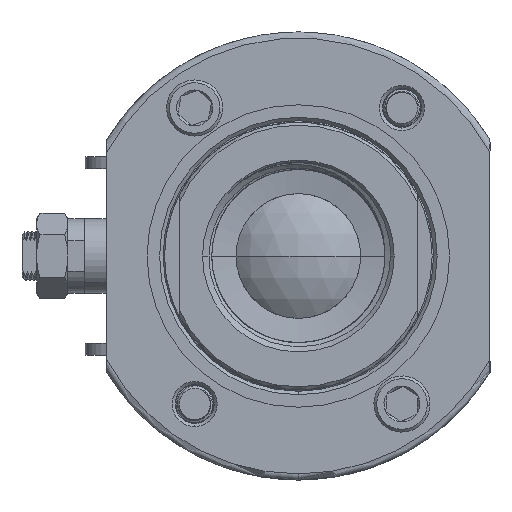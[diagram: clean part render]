
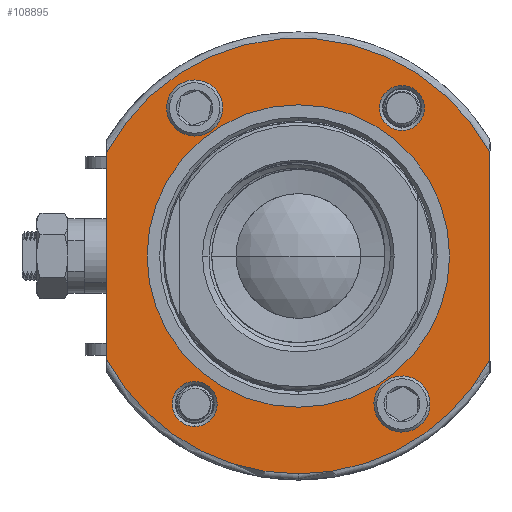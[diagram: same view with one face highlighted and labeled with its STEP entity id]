
A CAD part, left-side view. The second image highlights one B-rep face of the part: STEP entity #108895.
In plain terms, the highlighted planar face has unit normal (-1, 0, 0).
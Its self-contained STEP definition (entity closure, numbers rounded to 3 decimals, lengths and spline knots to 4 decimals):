
#1043 = DIRECTION ( 'NONE',  ( 0., 0., 1. ) ) ;
#1141 = EDGE_LOOP ( 'NONE', ( #36034, #54279 ) ) ;
#1173 = DIRECTION ( 'NONE',  ( 1., 0., 0. ) ) ;
#1187 = VECTOR ( 'NONE', #1043, 39.3701 ) ;
#3457 = CARTESIAN_POINT ( 'NONE',  ( -1.755, -1.0382, -1.2574 ) ) ;
#5131 = DIRECTION ( 'NONE',  ( 0., 0., -1. ) ) ;
#5631 = CARTESIAN_POINT ( 'NONE',  ( -1.755, 1.92, 1.3664 ) ) ;
#8441 = VERTEX_POINT ( 'NONE', #133749 ) ;
#9371 = DIRECTION ( 'NONE',  ( 1., 0., 0. ) ) ;
#10705 = ORIENTED_EDGE ( 'NONE', *, *, #86367, .T. ) ;
#11538 = CARTESIAN_POINT ( 'NONE',  ( -1.755, 1.0382, -1.2574 ) ) ;
#12668 = VERTEX_POINT ( 'NONE', #3457 ) ;
#13817 = FACE_BOUND ( 'NONE', #1141, .T. ) ;
#13996 = CARTESIAN_POINT ( 'NONE',  ( -1.755, -1.0382, 1.2574 ) ) ;
#14112 = CARTESIAN_POINT ( 'NONE',  ( -1.755, 1.0382, -1.708 ) ) ;
#17614 = ORIENTED_EDGE ( 'NONE', *, *, #75795, .T. ) ;
#18885 = ORIENTED_EDGE ( 'NONE', *, *, #53980, .T. ) ;
#19470 = CARTESIAN_POINT ( 'NONE',  ( -1.755, 0., 0. ) ) ;
#19877 = EDGE_CURVE ( 'NONE', #87656, #45323, #137545, .T. ) ;
#20276 = EDGE_CURVE ( 'NONE', #41092, #30287, #65285, .T. ) ;
#20488 = ORIENTED_EDGE ( 'NONE', *, *, #60492, .F. ) ;
#25450 = VERTEX_POINT ( 'NONE', #78830 ) ;
#26322 = ORIENTED_EDGE ( 'NONE', *, *, #105382, .T. ) ;
#26490 = DIRECTION ( 'NONE',  ( 1., 0., 0. ) ) ;
#27233 = VERTEX_POINT ( 'NONE', #117241 ) ;
#28303 = AXIS2_PLACEMENT_3D ( 'NONE', #128803, #62865, #139833 ) ;
#30131 = DIRECTION ( 'NONE',  ( -1., 0., 0. ) ) ;
#30287 = VERTEX_POINT ( 'NONE', #108650 ) ;
#30468 = LINE ( 'NONE', #55891, #1187 ) ;
#30549 = DIRECTION ( 'NONE',  ( 0., 0., -1. ) ) ;
#30976 = DIRECTION ( 'NONE',  ( -1., 0., 0. ) ) ;
#32384 = VERTEX_POINT ( 'NONE', #87284 ) ;
#33550 = EDGE_CURVE ( 'NONE', #32384, #37300, #64475, .T. ) ;
#36034 = ORIENTED_EDGE ( 'NONE', *, *, #64756, .T. ) ;
#36378 = DIRECTION ( 'NONE',  ( -1., 0., 0. ) ) ;
#36984 = DIRECTION ( 'NONE',  ( 1., 0., 0. ) ) ;
#37300 = VERTEX_POINT ( 'NONE', #91915 ) ;
#38852 = VERTEX_POINT ( 'NONE', #57342 ) ;
#40680 = AXIS2_PLACEMENT_3D ( 'NONE', #107512, #41538, #118555 ) ;
#40813 = EDGE_LOOP ( 'NONE', ( #104678, #65394 ) ) ;
#41092 = VERTEX_POINT ( 'NONE', #13996 ) ;
#41538 = DIRECTION ( 'NONE',  ( 1., 0., 0. ) ) ;
#42959 = CARTESIAN_POINT ( 'NONE',  ( -1.755, -1.0382, 1.4827 ) ) ;
#43115 = FACE_BOUND ( 'NONE', #99005, .T. ) ;
#45323 = VERTEX_POINT ( 'NONE', #14112 ) ;
#47445 = AXIS2_PLACEMENT_3D ( 'NONE', #102336, #36378, #113396 ) ;
#47747 = PLANE ( 'NONE',  #40680 ) ;
#51278 = CIRCLE ( 'NONE', #47445, 2.1825 ) ;
#52422 = CIRCLE ( 'NONE', #105844, 0.2253 ) ;
#53980 = EDGE_CURVE ( 'NONE', #123887, #86921, #51278, .T. ) ;
#54020 = DIRECTION ( 'NONE',  ( 0., 0., -1. ) ) ;
#54279 = ORIENTED_EDGE ( 'NONE', *, *, #92386, .T. ) ;
#54620 = EDGE_LOOP ( 'NONE', ( #107286, #20488 ) ) ;
#55891 = CARTESIAN_POINT ( 'NONE',  ( -1.755, -1.92, 1.3664 ) ) ;
#57342 = CARTESIAN_POINT ( 'NONE',  ( -1.755, 0., -1.515 ) ) ;
#57974 = CIRCLE ( 'NONE', #110074, 2.1825 ) ;
#58850 = EDGE_CURVE ( 'NONE', #86921, #109569, #30468, .T. ) ;
#59114 = CARTESIAN_POINT ( 'NONE',  ( -1.755, -1.92, 1.0377 ) ) ;
#60492 = EDGE_CURVE ( 'NONE', #38852, #8441, #95842, .T. ) ;
#61763 = CARTESIAN_POINT ( 'NONE',  ( -1.755, 1.0382, -1.4827 ) ) ;
#62381 = DIRECTION ( 'NONE',  ( -1., 0., 0. ) ) ;
#62865 = DIRECTION ( 'NONE',  ( 1., 0., 0. ) ) ;
#64475 = LINE ( 'NONE', #5631, #90297 ) ;
#64756 = EDGE_CURVE ( 'NONE', #105142, #27233, #52422, .T. ) ;
#65285 = CIRCLE ( 'NONE', #28303, 0.2253 ) ;
#65394 = ORIENTED_EDGE ( 'NONE', *, *, #142773, .T. ) ;
#67133 = CARTESIAN_POINT ( 'NONE',  ( -1.755, 1.0382, 1.4827 ) ) ;
#67158 = CIRCLE ( 'NONE', #106007, 0.2253 ) ;
#68055 = AXIS2_PLACEMENT_3D ( 'NONE', #19470, #96555, #30549 ) ;
#70253 = EDGE_CURVE ( 'NONE', #12668, #25450, #87754, .T. ) ;
#71086 = DIRECTION ( 'NONE',  ( 1., 0., 0. ) ) ;
#71583 = DIRECTION ( 'NONE',  ( 0., 0., -1. ) ) ;
#72874 = DIRECTION ( 'NONE',  ( 0., 0., -1. ) ) ;
#75087 = AXIS2_PLACEMENT_3D ( 'NONE', #128291, #62381, #139342 ) ;
#75236 = ORIENTED_EDGE ( 'NONE', *, *, #33550, .T. ) ;
#75341 = CARTESIAN_POINT ( 'NONE',  ( -1.755, 1.0382, 1.4827 ) ) ;
#75795 = EDGE_CURVE ( 'NONE', #109569, #32384, #57974, .T. ) ;
#77686 = EDGE_CURVE ( 'NONE', #25450, #12668, #83723, .T. ) ;
#78176 = DIRECTION ( 'NONE',  ( 0., 0., -1. ) ) ;
#78325 = AXIS2_PLACEMENT_3D ( 'NONE', #96136, #30131, #107178 ) ;
#78830 = CARTESIAN_POINT ( 'NONE',  ( -1.755, -1.0382, -1.708 ) ) ;
#79622 = ORIENTED_EDGE ( 'NONE', *, *, #58850, .T. ) ;
#81885 = CARTESIAN_POINT ( 'NONE',  ( -1.755, -1.92, -1.0377 ) ) ;
#82501 = CARTESIAN_POINT ( 'NONE',  ( -1.755, 1.0382, 1.708 ) ) ;
#83723 = CIRCLE ( 'NONE', #138644, 0.2253 ) ;
#84048 = CIRCLE ( 'NONE', #75087, 1.515 ) ;
#86367 = EDGE_CURVE ( 'NONE', #37300, #123887, #96913, .T. ) ;
#86422 = DIRECTION ( 'NONE',  ( 0., 0., -1. ) ) ;
#86921 = VERTEX_POINT ( 'NONE', #81885 ) ;
#86928 = AXIS2_PLACEMENT_3D ( 'NONE', #75341, #9371, #86422 ) ;
#87284 = CARTESIAN_POINT ( 'NONE',  ( -1.755, 1.92, 1.0377 ) ) ;
#87656 = VERTEX_POINT ( 'NONE', #11538 ) ;
#87754 = CIRCLE ( 'NONE', #137383, 0.2253 ) ;
#88951 = CIRCLE ( 'NONE', #86928, 0.2253 ) ;
#90297 = VECTOR ( 'NONE', #71583, 39.3701 ) ;
#91915 = CARTESIAN_POINT ( 'NONE',  ( -1.755, 1.92, -1.0377 ) ) ;
#92386 = EDGE_CURVE ( 'NONE', #27233, #105142, #88951, .T. ) ;
#92467 = CARTESIAN_POINT ( 'NONE',  ( -1.755, -1.0382, -1.4827 ) ) ;
#95842 = CIRCLE ( 'NONE', #78325, 1.515 ) ;
#96136 = CARTESIAN_POINT ( 'NONE',  ( -1.755, 0., 0. ) ) ;
#96555 = DIRECTION ( 'NONE',  ( -1., 0., 0. ) ) ;
#96566 = EDGE_LOOP ( 'NONE', ( #10705, #18885, #79622, #17614, #75236 ) ) ;
#96913 = CIRCLE ( 'NONE', #68055, 2.1825 ) ;
#96963 = CARTESIAN_POINT ( 'NONE',  ( -1.755, 0., 0. ) ) ;
#98283 = FACE_OUTER_BOUND ( 'NONE', #96566, .T. ) ;
#99005 = EDGE_LOOP ( 'NONE', ( #26322, #142400 ) ) ;
#101692 = FACE_BOUND ( 'NONE', #110371, .T. ) ;
#102336 = CARTESIAN_POINT ( 'NONE',  ( -1.755, 0., 0. ) ) ;
#102957 = CARTESIAN_POINT ( 'NONE',  ( -1.755, -1.0382, -1.4827 ) ) ;
#103516 = DIRECTION ( 'NONE',  ( 0., 0., -1. ) ) ;
#104198 = ORIENTED_EDGE ( 'NONE', *, *, #77686, .T. ) ;
#104678 = ORIENTED_EDGE ( 'NONE', *, *, #19877, .T. ) ;
#105142 = VERTEX_POINT ( 'NONE', #82501 ) ;
#105382 = EDGE_CURVE ( 'NONE', #30287, #41092, #120880, .T. ) ;
#105844 = AXIS2_PLACEMENT_3D ( 'NONE', #67133, #1173, #78176 ) ;
#106007 = AXIS2_PLACEMENT_3D ( 'NONE', #61763, #138730, #72874 ) ;
#107178 = DIRECTION ( 'NONE',  ( 0., 0., 1. ) ) ;
#107286 = ORIENTED_EDGE ( 'NONE', *, *, #114520, .F. ) ;
#107512 = CARTESIAN_POINT ( 'NONE',  ( -1.755, 0., 0. ) ) ;
#108002 = DIRECTION ( 'NONE',  ( 0., 0., -1. ) ) ;
#108650 = CARTESIAN_POINT ( 'NONE',  ( -1.755, -1.0382, 1.708 ) ) ;
#108895 = ADVANCED_FACE ( 'NONE', ( #43115, #13817, #137791, #101692, #127472, #98283 ), #47747, .F. ) ;
#109569 = VERTEX_POINT ( 'NONE', #59114 ) ;
#110074 = AXIS2_PLACEMENT_3D ( 'NONE', #96963, #30976, #108002 ) ;
#110371 = EDGE_LOOP ( 'NONE', ( #119945, #104198 ) ) ;
#113396 = DIRECTION ( 'NONE',  ( 0., 0., -1. ) ) ;
#113997 = DIRECTION ( 'NONE',  ( 0., 0., -1. ) ) ;
#114520 = EDGE_CURVE ( 'NONE', #8441, #38852, #84048, .T. ) ;
#116939 = AXIS2_PLACEMENT_3D ( 'NONE', #42959, #119970, #54020 ) ;
#117241 = CARTESIAN_POINT ( 'NONE',  ( -1.755, 1.0382, 1.2574 ) ) ;
#118555 = DIRECTION ( 'NONE',  ( 0., 0., -1. ) ) ;
#118804 = CARTESIAN_POINT ( 'NONE',  ( -1.755, 0., -2.1825 ) ) ;
#119604 = AXIS2_PLACEMENT_3D ( 'NONE', #136946, #71086, #5131 ) ;
#119945 = ORIENTED_EDGE ( 'NONE', *, *, #70253, .T. ) ;
#119970 = DIRECTION ( 'NONE',  ( 1., 0., 0. ) ) ;
#120880 = CIRCLE ( 'NONE', #116939, 0.2253 ) ;
#123887 = VERTEX_POINT ( 'NONE', #118804 ) ;
#127472 = FACE_BOUND ( 'NONE', #54620, .T. ) ;
#128291 = CARTESIAN_POINT ( 'NONE',  ( -1.755, 0., 0. ) ) ;
#128803 = CARTESIAN_POINT ( 'NONE',  ( -1.755, -1.0382, 1.4827 ) ) ;
#133749 = CARTESIAN_POINT ( 'NONE',  ( -1.755, 0., 1.515 ) ) ;
#136946 = CARTESIAN_POINT ( 'NONE',  ( -1.755, 1.0382, -1.4827 ) ) ;
#137383 = AXIS2_PLACEMENT_3D ( 'NONE', #92467, #26490, #103516 ) ;
#137545 = CIRCLE ( 'NONE', #119604, 0.2253 ) ;
#137791 = FACE_BOUND ( 'NONE', #40813, .T. ) ;
#138644 = AXIS2_PLACEMENT_3D ( 'NONE', #102957, #36984, #113997 ) ;
#138730 = DIRECTION ( 'NONE',  ( 1., 0., 0. ) ) ;
#139342 = DIRECTION ( 'NONE',  ( 0., 0., 1. ) ) ;
#139833 = DIRECTION ( 'NONE',  ( 0., 0., -1. ) ) ;
#142400 = ORIENTED_EDGE ( 'NONE', *, *, #20276, .T. ) ;
#142773 = EDGE_CURVE ( 'NONE', #45323, #87656, #67158, .T. ) ;
